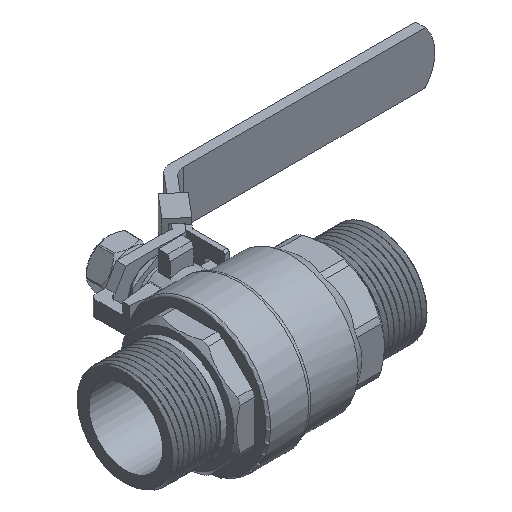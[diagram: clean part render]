
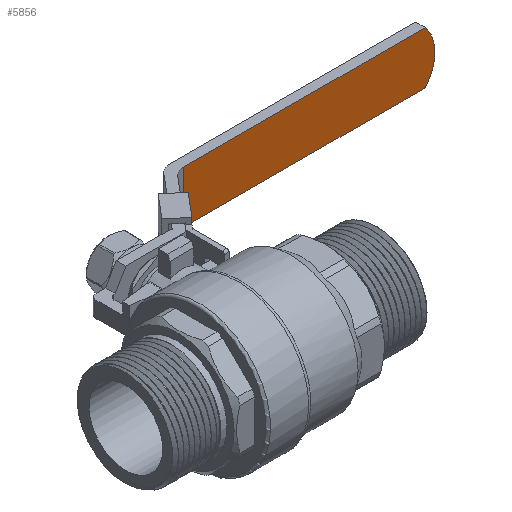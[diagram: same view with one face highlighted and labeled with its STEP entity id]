
A CAD part, isometric view. The second image highlights one B-rep face of the part: STEP entity #5856.
In plain terms, the highlighted planar face has unit normal (0, -1, 0).
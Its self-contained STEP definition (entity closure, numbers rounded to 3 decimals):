
#702=CIRCLE('',#6154,17.);
#2090=ORIENTED_EDGE('',*,*,#3302,.T.);
#2091=ORIENTED_EDGE('',*,*,#3237,.T.);
#2092=ORIENTED_EDGE('',*,*,#3305,.F.);
#2093=ORIENTED_EDGE('',*,*,#3283,.T.);
#3237=EDGE_CURVE('',#3979,#3980,#702,.T.);
#3283=EDGE_CURVE('',#4015,#4014,#4391,.T.);
#3302=EDGE_CURVE('',#4014,#3979,#4406,.T.);
#3305=EDGE_CURVE('',#4015,#3980,#4409,.T.);
#3979=VERTEX_POINT('',#19815);
#3980=VERTEX_POINT('',#19816);
#4014=VERTEX_POINT('',#19912);
#4015=VERTEX_POINT('',#19914);
#4391=LINE('',#19913,#4720);
#4406=LINE('',#19947,#4735);
#4409=LINE('',#19952,#4738);
#4720=VECTOR('',#6959,1000.);
#4735=VECTOR('',#6998,1000.);
#4738=VECTOR('',#7005,1000.);
#5075=EDGE_LOOP('',(#2090,#2091,#2092,#2093));
#5413=FACE_BOUND('',#5075,.T.);
#5606=PLANE('',#6192);
#5856=ADVANCED_FACE('',(#5413),#5606,.F.);
#6154=AXIS2_PLACEMENT_3D('',#19814,#6878,#6879);
#6192=AXIS2_PLACEMENT_3D('',#19951,#7003,#7004);
#6878=DIRECTION('',(0.,-1.,0.));
#6879=DIRECTION('',(-1.,0.,0.));
#6959=DIRECTION('',(0.,0.,-1.));
#6998=DIRECTION('',(1.,0.,0.));
#7003=DIRECTION('',(0.,1.,0.));
#7004=DIRECTION('',(-1.,0.,0.));
#7005=DIRECTION('',(1.,0.,0.));
#19814=CARTESIAN_POINT('',(128.,72.,0.));
#19815=CARTESIAN_POINT('',(140.961,72.,-11.));
#19816=CARTESIAN_POINT('',(140.961,72.,11.));
#19912=CARTESIAN_POINT('',(39.201,72.,-11.));
#19913=CARTESIAN_POINT('',(39.201,72.,11.));
#19914=CARTESIAN_POINT('',(39.201,72.,11.));
#19947=CARTESIAN_POINT('',(39.201,72.,-11.));
#19951=CARTESIAN_POINT('',(39.201,72.,11.));
#19952=CARTESIAN_POINT('',(39.201,72.,11.));
